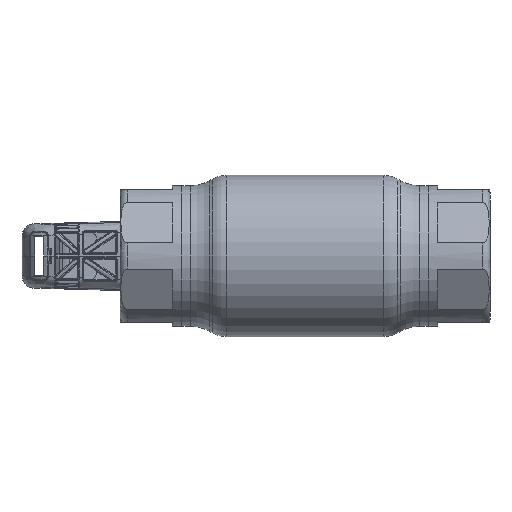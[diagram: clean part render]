
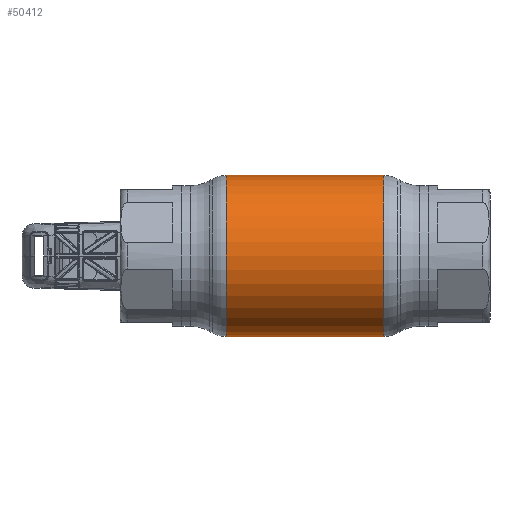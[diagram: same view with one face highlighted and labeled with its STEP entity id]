
A CAD part, front view. The second image highlights one B-rep face of the part: STEP entity #50412.
In plain terms, the highlighted cylindrical face has radius 34 mm (diameter 68 mm), a partial arc.
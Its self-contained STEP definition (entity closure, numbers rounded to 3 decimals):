
#119 = DIRECTION ( 'NONE',  ( -1., 0., 0. ) ) ;
#1807 = AXIS2_PLACEMENT_3D ( 'NONE', #2392, #34274, #24468 ) ;
#2392 = CARTESIAN_POINT ( 'NONE',  ( -62.69, 0., 0. ) ) ;
#3830 = DIRECTION ( 'NONE',  ( -1., 0., 0. ) ) ;
#4318 = VERTEX_POINT ( 'NONE', #17753 ) ;
#4737 = CARTESIAN_POINT ( 'NONE',  ( -33.177, 0., 0. ) ) ;
#6218 = ORIENTED_EDGE ( 'NONE', *, *, #12342, .F. ) ;
#8249 = VECTOR ( 'NONE', #3830, 1000. ) ;
#9196 = CARTESIAN_POINT ( 'NONE',  ( 33.177, 0., -34. ) ) ;
#11719 = LINE ( 'NONE', #25782, #49239 ) ;
#12199 = EDGE_LOOP ( 'NONE', ( #6218, #37093, #61741, #46353 ) ) ;
#12342 = EDGE_CURVE ( 'NONE', #36964, #33177, #11719, .T. ) ;
#12522 = VERTEX_POINT ( 'NONE', #34869 ) ;
#17753 = CARTESIAN_POINT ( 'NONE',  ( 33.177, 0., 34. ) ) ;
#18617 = LINE ( 'NONE', #59334, #8249 ) ;
#21201 = AXIS2_PLACEMENT_3D ( 'NONE', #39753, #35069, #60489 ) ;
#21312 = CIRCLE ( 'NONE', #21201, 34. ) ;
#24468 = DIRECTION ( 'NONE',  ( 0., 0., 1. ) ) ;
#25251 = DIRECTION ( 'NONE',  ( 0., 0., 1. ) ) ;
#25782 = CARTESIAN_POINT ( 'NONE',  ( -62.69, 0., -34. ) ) ;
#30266 = EDGE_CURVE ( 'NONE', #36964, #4318, #21312, .T. ) ;
#30383 = DIRECTION ( 'NONE',  ( -1., 0., 0. ) ) ;
#33177 = VERTEX_POINT ( 'NONE', #37762 ) ;
#34274 = DIRECTION ( 'NONE',  ( -1., 0., 0. ) ) ;
#34869 = CARTESIAN_POINT ( 'NONE',  ( -33.177, 0., 34. ) ) ;
#35069 = DIRECTION ( 'NONE',  ( -1., 0., 0. ) ) ;
#35241 = EDGE_CURVE ( 'NONE', #33177, #12522, #45265, .T. ) ;
#36964 = VERTEX_POINT ( 'NONE', #9196 ) ;
#37093 = ORIENTED_EDGE ( 'NONE', *, *, #30266, .T. ) ;
#37762 = CARTESIAN_POINT ( 'NONE',  ( -33.177, 0., -34. ) ) ;
#39753 = CARTESIAN_POINT ( 'NONE',  ( 33.177, 0., 0. ) ) ;
#45265 = CIRCLE ( 'NONE', #48453, 34. ) ;
#46353 = ORIENTED_EDGE ( 'NONE', *, *, #35241, .F. ) ;
#48453 = AXIS2_PLACEMENT_3D ( 'NONE', #4737, #30383, #25251 ) ;
#49239 = VECTOR ( 'NONE', #119, 1000. ) ;
#50412 = ADVANCED_FACE ( 'NONE', ( #63368 ), #51420, .T. ) ;
#51420 = CYLINDRICAL_SURFACE ( 'NONE', #1807, 34. ) ;
#59334 = CARTESIAN_POINT ( 'NONE',  ( -62.69, 0., 34. ) ) ;
#59985 = EDGE_CURVE ( 'NONE', #4318, #12522, #18617, .T. ) ;
#60489 = DIRECTION ( 'NONE',  ( 0., 0., 1. ) ) ;
#61741 = ORIENTED_EDGE ( 'NONE', *, *, #59985, .T. ) ;
#63368 = FACE_OUTER_BOUND ( 'NONE', #12199, .T. ) ;
